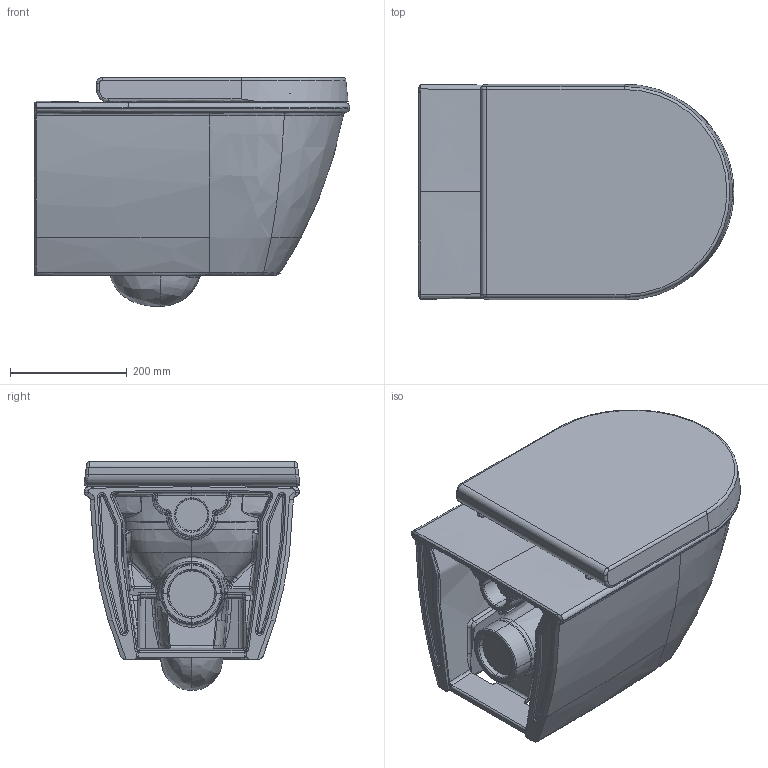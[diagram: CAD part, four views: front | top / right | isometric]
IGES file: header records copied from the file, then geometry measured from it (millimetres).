
Global section: file name: No Iges File Name specified; native system: Autodesk Inventor 2011; preprocessor: AutoDesk Inventor Iges Exporter R2011; author: Administrator; date: 20141021.194757; units: millimetre
Bounding box: 540.73 x 369.11 x 391.86 mm (x, y, z)
Volume: 24870023.7 mm3; surface area: 1562431.1 mm2
Topology: 2 solids, 2 shells, 763 faces, 1800 edges, 1033 vertices
Faces by surface type: bspline 557, revolution 78, plane 76, cylinder 44, cone 4, torus 4
